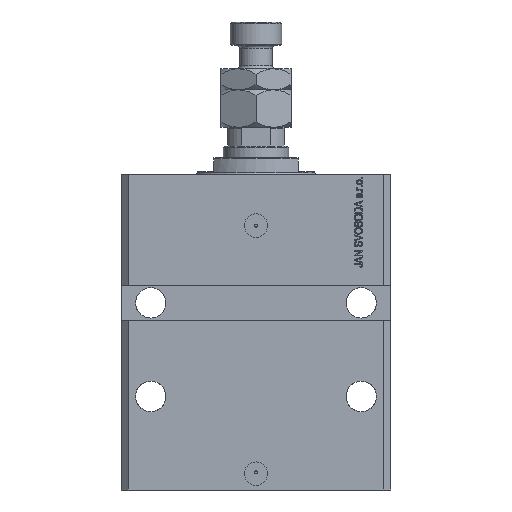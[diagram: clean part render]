
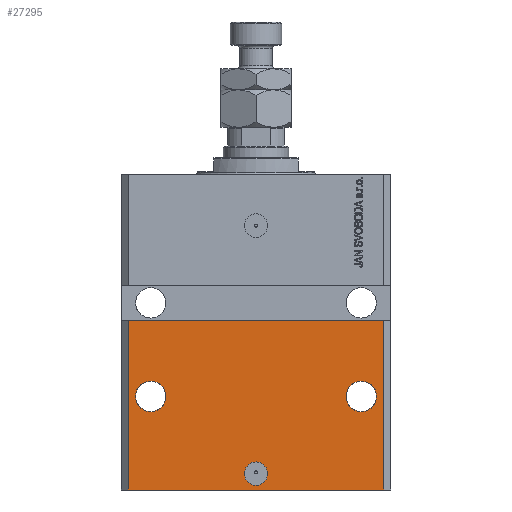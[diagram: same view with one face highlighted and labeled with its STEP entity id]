
A CAD part, front view. The second image highlights one B-rep face of the part: STEP entity #27295.
In plain terms, the highlighted planar face has unit normal (0, -1, 0).
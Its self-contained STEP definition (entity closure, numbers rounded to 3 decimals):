
#49 = CARTESIAN_POINT ( 'NONE',  ( -54.5, -45., -135. ) ) ;
#240 = ORIENTED_EDGE ( 'NONE', *, *, #38635, .F. ) ;
#602 = DIRECTION ( 'NONE',  ( 1., 0., 0. ) ) ;
#1165 = CARTESIAN_POINT ( 'NONE',  ( 45., -45., -95. ) ) ;
#1596 = FACE_BOUND ( 'NONE', #45305, .T. ) ;
#2563 = CIRCLE ( 'NONE', #12808, 6.5 ) ;
#3334 = ORIENTED_EDGE ( 'NONE', *, *, #44827, .T. ) ;
#4266 = VECTOR ( 'NONE', #31466, 1000. ) ;
#5318 = CIRCLE ( 'NONE', #32812, 5. ) ;
#5333 = CARTESIAN_POINT ( 'NONE',  ( 54.5, -45., -62.5 ) ) ;
#6431 = EDGE_CURVE ( 'NONE', #37345, #40878, #5318, .T. ) ;
#7064 = CARTESIAN_POINT ( 'NONE',  ( 5., -45., -128. ) ) ;
#7489 = LINE ( 'NONE', #19081, #19820 ) ;
#8980 = CARTESIAN_POINT ( 'NONE',  ( -54.5, -45., -135. ) ) ;
#9221 = DIRECTION ( 'NONE',  ( 0., -1., 0. ) ) ;
#10216 = DIRECTION ( 'NONE',  ( 0., -1., 0. ) ) ;
#11819 = CARTESIAN_POINT ( 'NONE',  ( 51.5, -45., -95. ) ) ;
#12808 = AXIS2_PLACEMENT_3D ( 'NONE', #1165, #15701, #26776 ) ;
#13843 = EDGE_CURVE ( 'NONE', #47568, #46400, #34535, .T. ) ;
#14401 = VERTEX_POINT ( 'NONE', #5333 ) ;
#14445 = VECTOR ( 'NONE', #22945, 1000. ) ;
#14536 = DIRECTION ( 'NONE',  ( -1., 0., 0. ) ) ;
#14623 = EDGE_LOOP ( 'NONE', ( #14818, #48492 ) ) ;
#14818 = ORIENTED_EDGE ( 'NONE', *, *, #46635, .F. ) ;
#15314 = VERTEX_POINT ( 'NONE', #18706 ) ;
#15498 = LINE ( 'NONE', #16473, #4266 ) ;
#15694 = AXIS2_PLACEMENT_3D ( 'NONE', #25123, #25609, #14536 ) ;
#15701 = DIRECTION ( 'NONE',  ( 0., -1., 0. ) ) ;
#15931 = CARTESIAN_POINT ( 'NONE',  ( 54.5, -45., -135. ) ) ;
#16473 = CARTESIAN_POINT ( 'NONE',  ( -54.5, -45., -135. ) ) ;
#18063 = VERTEX_POINT ( 'NONE', #11819 ) ;
#18706 = CARTESIAN_POINT ( 'NONE',  ( -54.5, -45., -135. ) ) ;
#18777 = CARTESIAN_POINT ( 'NONE',  ( -51.5, -45., -95. ) ) ;
#19081 = CARTESIAN_POINT ( 'NONE',  ( -57.5, -45., -62.5 ) ) ;
#19820 = VECTOR ( 'NONE', #602, 1000. ) ;
#20085 = PLANE ( 'NONE',  #48617 ) ;
#20320 = FACE_OUTER_BOUND ( 'NONE', #29865, .T. ) ;
#20858 = CARTESIAN_POINT ( 'NONE',  ( -45., -45., -95. ) ) ;
#21010 = EDGE_CURVE ( 'NONE', #47883, #18063, #2563, .T. ) ;
#22705 = CARTESIAN_POINT ( 'NONE',  ( -5., -45., -128. ) ) ;
#22945 = DIRECTION ( 'NONE',  ( 0., 0., 1. ) ) ;
#24162 = CARTESIAN_POINT ( 'NONE',  ( 0., -45., -128. ) ) ;
#25123 = CARTESIAN_POINT ( 'NONE',  ( -45., -45., -95. ) ) ;
#25520 = VERTEX_POINT ( 'NONE', #40685 ) ;
#25609 = DIRECTION ( 'NONE',  ( 0., -1., 0. ) ) ;
#25715 = CARTESIAN_POINT ( 'NONE',  ( 45., -45., -95. ) ) ;
#26351 = CARTESIAN_POINT ( 'NONE',  ( -38.5, -45., -95. ) ) ;
#26616 = EDGE_LOOP ( 'NONE', ( #43061, #37490 ) ) ;
#26776 = DIRECTION ( 'NONE',  ( 1., 0., 0. ) ) ;
#27086 = VECTOR ( 'NONE', #33757, 1000. ) ;
#27295 = ADVANCED_FACE ( 'NONE', ( #46852, #28178, #1596, #20320 ), #20085, .T. ) ;
#28178 = FACE_BOUND ( 'NONE', #26616, .T. ) ;
#28237 = DIRECTION ( 'NONE',  ( 0., -1., 0. ) ) ;
#28339 = EDGE_CURVE ( 'NONE', #46400, #47568, #40766, .T. ) ;
#28694 = DIRECTION ( 'NONE',  ( 0., -1., 0. ) ) ;
#29575 = LINE ( 'NONE', #33251, #14445 ) ;
#29865 = EDGE_LOOP ( 'NONE', ( #240, #45795, #3334, #34507 ) ) ;
#30261 = AXIS2_PLACEMENT_3D ( 'NONE', #24162, #35218, #31776 ) ;
#31203 = ORIENTED_EDGE ( 'NONE', *, *, #28339, .F. ) ;
#31466 = DIRECTION ( 'NONE',  ( 0., 0., 1. ) ) ;
#31776 = DIRECTION ( 'NONE',  ( 1., 0., 0. ) ) ;
#31858 = DIRECTION ( 'NONE',  ( 1., 0., 0. ) ) ;
#32637 = DIRECTION ( 'NONE',  ( -1., 0., 0. ) ) ;
#32812 = AXIS2_PLACEMENT_3D ( 'NONE', #46886, #10216, #47126 ) ;
#33251 = CARTESIAN_POINT ( 'NONE',  ( 54.5, -45., -135. ) ) ;
#33757 = DIRECTION ( 'NONE',  ( 1., 0., 0. ) ) ;
#34484 = LINE ( 'NONE', #49, #27086 ) ;
#34507 = ORIENTED_EDGE ( 'NONE', *, *, #43948, .T. ) ;
#34535 = CIRCLE ( 'NONE', #15694, 6.5 ) ;
#34965 = CIRCLE ( 'NONE', #30261, 5. ) ;
#35218 = DIRECTION ( 'NONE',  ( 0., -1., 0. ) ) ;
#36565 = ORIENTED_EDGE ( 'NONE', *, *, #13843, .F. ) ;
#37345 = VERTEX_POINT ( 'NONE', #22705 ) ;
#37490 = ORIENTED_EDGE ( 'NONE', *, *, #21010, .F. ) ;
#38295 = VERTEX_POINT ( 'NONE', #15931 ) ;
#38635 = EDGE_CURVE ( 'NONE', #25520, #14401, #7489, .T. ) ;
#38706 = AXIS2_PLACEMENT_3D ( 'NONE', #25715, #28694, #43672 ) ;
#39085 = CARTESIAN_POINT ( 'NONE',  ( 38.5, -45., -95. ) ) ;
#39203 = AXIS2_PLACEMENT_3D ( 'NONE', #20858, #28237, #32637 ) ;
#40408 = EDGE_CURVE ( 'NONE', #18063, #47883, #45000, .T. ) ;
#40685 = CARTESIAN_POINT ( 'NONE',  ( -54.5, -45., -62.5 ) ) ;
#40766 = CIRCLE ( 'NONE', #39203, 6.5 ) ;
#40878 = VERTEX_POINT ( 'NONE', #7064 ) ;
#43061 = ORIENTED_EDGE ( 'NONE', *, *, #40408, .F. ) ;
#43672 = DIRECTION ( 'NONE',  ( 1., 0., 0. ) ) ;
#43948 = EDGE_CURVE ( 'NONE', #38295, #14401, #29575, .T. ) ;
#44827 = EDGE_CURVE ( 'NONE', #15314, #38295, #34484, .T. ) ;
#45000 = CIRCLE ( 'NONE', #38706, 6.5 ) ;
#45305 = EDGE_LOOP ( 'NONE', ( #36565, #31203 ) ) ;
#45795 = ORIENTED_EDGE ( 'NONE', *, *, #48529, .F. ) ;
#46400 = VERTEX_POINT ( 'NONE', #18777 ) ;
#46635 = EDGE_CURVE ( 'NONE', #40878, #37345, #34965, .T. ) ;
#46852 = FACE_BOUND ( 'NONE', #14623, .T. ) ;
#46886 = CARTESIAN_POINT ( 'NONE',  ( 0., -45., -128. ) ) ;
#47126 = DIRECTION ( 'NONE',  ( 1., 0., 0. ) ) ;
#47568 = VERTEX_POINT ( 'NONE', #26351 ) ;
#47883 = VERTEX_POINT ( 'NONE', #39085 ) ;
#48492 = ORIENTED_EDGE ( 'NONE', *, *, #6431, .F. ) ;
#48529 = EDGE_CURVE ( 'NONE', #15314, #25520, #15498, .T. ) ;
#48617 = AXIS2_PLACEMENT_3D ( 'NONE', #8980, #9221, #31858 ) ;
